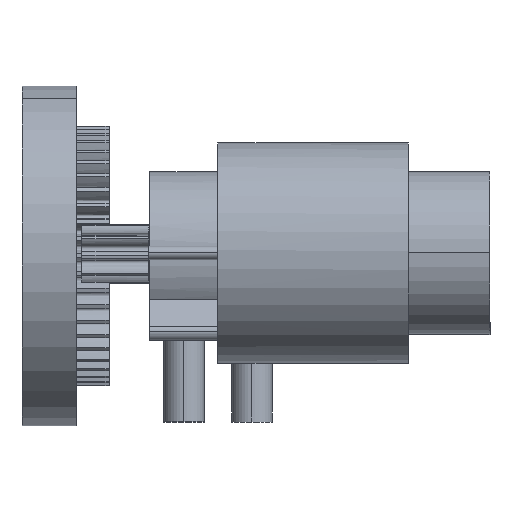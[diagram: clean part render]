
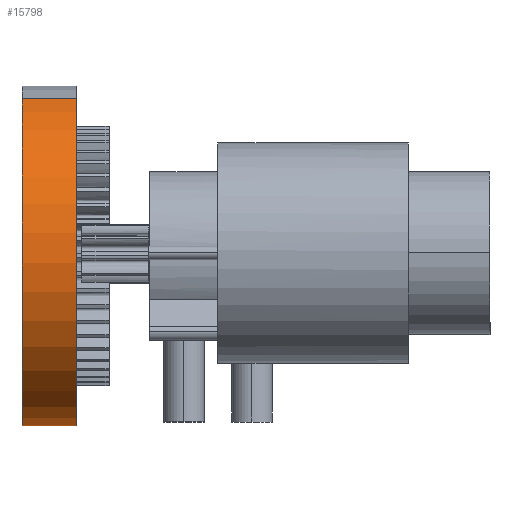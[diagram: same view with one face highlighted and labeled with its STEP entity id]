
A CAD part, top view. The second image highlights one B-rep face of the part: STEP entity #15798.
In plain terms, the highlighted cylindrical face has radius 6.25 mm (diameter 12.5 mm), a partial arc.
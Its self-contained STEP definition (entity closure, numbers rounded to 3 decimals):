
#447 = VERTEX_POINT ( 'NONE', #7470 ) ;
#1260 = EDGE_CURVE ( 'NONE', #447, #15379, #18405, .T. ) ;
#2019 = LINE ( 'NONE', #8460, #2259 ) ;
#2259 = VECTOR ( 'NONE', #14910, 1000. ) ;
#2960 = DIRECTION ( 'NONE',  ( 0., 0., -1. ) ) ;
#3305 = CARTESIAN_POINT ( 'NONE',  ( 0., 2., 6.25 ) ) ;
#3571 = EDGE_CURVE ( 'NONE', #15379, #9247, #5293, .T. ) ;
#3874 = ORIENTED_EDGE ( 'NONE', *, *, #3571, .F. ) ;
#3927 = DIRECTION ( 'NONE',  ( 0., -1., 0. ) ) ;
#4935 = DIRECTION ( 'NONE',  ( 0., 1., 0. ) ) ;
#5293 = LINE ( 'NONE', #11654, #11289 ) ;
#6357 = VERTEX_POINT ( 'NONE', #16181 ) ;
#6967 = ORIENTED_EDGE ( 'NONE', *, *, #1260, .F. ) ;
#6993 = AXIS2_PLACEMENT_3D ( 'NONE', #18444, #3927, #2960 ) ;
#7000 = DIRECTION ( 'NONE',  ( 0., 1., 0. ) ) ;
#7470 = CARTESIAN_POINT ( 'NONE',  ( 0., 2., -6.25 ) ) ;
#8044 = ORIENTED_EDGE ( 'NONE', *, *, #15065, .T. ) ;
#8460 = CARTESIAN_POINT ( 'NONE',  ( 0., 2., -6.25 ) ) ;
#9058 = CIRCLE ( 'NONE', #11401, 6.25 ) ;
#9247 = VERTEX_POINT ( 'NONE', #19068 ) ;
#10282 = CARTESIAN_POINT ( 'NONE',  ( 0., 0., 0. ) ) ;
#10946 = EDGE_CURVE ( 'NONE', #6357, #9247, #9058, .T. ) ;
#11289 = VECTOR ( 'NONE', #18133, 1000. ) ;
#11401 = AXIS2_PLACEMENT_3D ( 'NONE', #10282, #7000, #12184 ) ;
#11654 = CARTESIAN_POINT ( 'NONE',  ( 0., 2., 6.25 ) ) ;
#11969 = CYLINDRICAL_SURFACE ( 'NONE', #6993, 6.25 ) ;
#12184 = DIRECTION ( 'NONE',  ( 0., 0., 1. ) ) ;
#12319 = AXIS2_PLACEMENT_3D ( 'NONE', #16075, #4935, #15962 ) ;
#14910 = DIRECTION ( 'NONE',  ( 0., -1., 0. ) ) ;
#15065 = EDGE_CURVE ( 'NONE', #447, #6357, #2019, .T. ) ;
#15379 = VERTEX_POINT ( 'NONE', #3305 ) ;
#15798 = ADVANCED_FACE ( 'NONE', ( #20025 ), #11969, .T. ) ;
#15962 = DIRECTION ( 'NONE',  ( 0., 0., 1. ) ) ;
#16075 = CARTESIAN_POINT ( 'NONE',  ( 0., 2., 0. ) ) ;
#16181 = CARTESIAN_POINT ( 'NONE',  ( 0., 0., -6.25 ) ) ;
#16639 = EDGE_LOOP ( 'NONE', ( #3874, #6967, #8044, #19999 ) ) ;
#18133 = DIRECTION ( 'NONE',  ( 0., -1., 0. ) ) ;
#18405 = CIRCLE ( 'NONE', #12319, 6.25 ) ;
#18444 = CARTESIAN_POINT ( 'NONE',  ( 0., 2., 0. ) ) ;
#19068 = CARTESIAN_POINT ( 'NONE',  ( 0., 0., 6.25 ) ) ;
#19999 = ORIENTED_EDGE ( 'NONE', *, *, #10946, .T. ) ;
#20025 = FACE_OUTER_BOUND ( 'NONE', #16639, .T. ) ;
